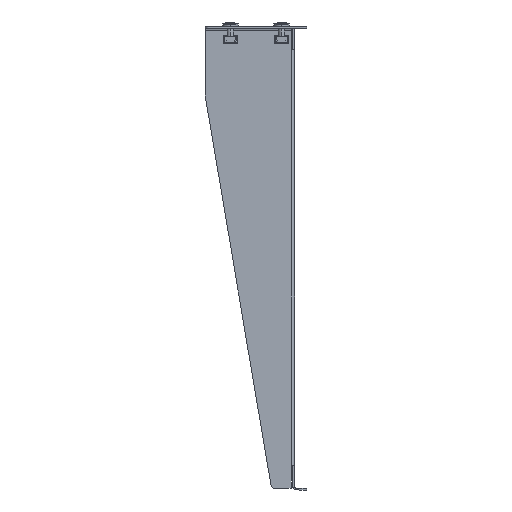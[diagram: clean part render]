
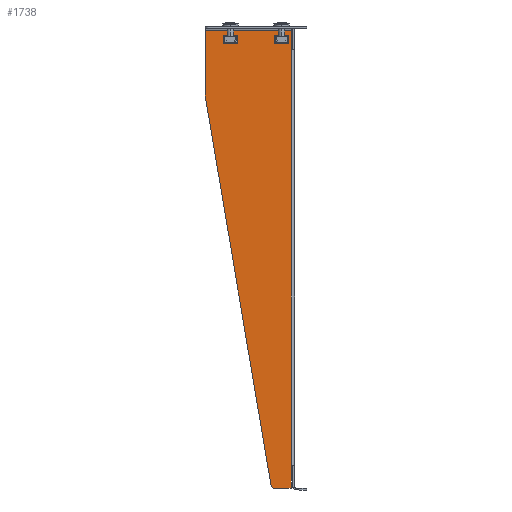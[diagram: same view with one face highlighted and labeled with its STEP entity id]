
A CAD part, left-side view. The second image highlights one B-rep face of the part: STEP entity #1738.
In plain terms, the highlighted planar face has unit normal (-1, 0, 0).
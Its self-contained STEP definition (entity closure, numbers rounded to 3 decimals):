
#13 = CARTESIAN_POINT ( 'NONE',  ( -221.5, 0., -200. ) ) ;
#848 = EDGE_CURVE ( 'NONE', #3808, #12451, #12214, .T. ) ;
#976 = EDGE_CURVE ( 'NONE', #5863, #3128, #13156, .T. ) ;
#1027 = EDGE_CURVE ( 'NONE', #3907, #1192, #3615, .T. ) ;
#1095 = ORIENTED_EDGE ( 'NONE', *, *, #6815, .F. ) ;
#1167 = DIRECTION ( 'NONE',  ( 0., 0.167, 0.986 ) ) ;
#1192 = VERTEX_POINT ( 'NONE', #6632 ) ;
#1305 = DIRECTION ( 'NONE',  ( -1., 0., 0. ) ) ;
#1408 = ORIENTED_EDGE ( 'NONE', *, *, #8855, .F. ) ;
#1717 = LINE ( 'NONE', #5339, #10580 ) ;
#1738 = ADVANCED_FACE ( 'NONE', ( #7578 ), #7828, .F. ) ;
#2162 = VECTOR ( 'NONE', #8167, 1000. ) ;
#2285 = VECTOR ( 'NONE', #14577, 1000. ) ;
#2325 = ORIENTED_EDGE ( 'NONE', *, *, #848, .F. ) ;
#2641 = LINE ( 'NONE', #3034, #2285 ) ;
#3034 = CARTESIAN_POINT ( 'NONE',  ( -221.5, 1.5, -200. ) ) ;
#3123 = ORIENTED_EDGE ( 'NONE', *, *, #976, .T. ) ;
#3128 = VERTEX_POINT ( 'NONE', #6764 ) ;
#3221 = DIRECTION ( 'NONE',  ( 1., 0., 0. ) ) ;
#3232 = DIRECTION ( 'NONE',  ( 0., -1., 0. ) ) ;
#3547 = CARTESIAN_POINT ( 'NONE',  ( -221.5, 1.5, -200. ) ) ;
#3615 = CIRCLE ( 'NONE', #12768, 3. ) ;
#3635 = CARTESIAN_POINT ( 'NONE',  ( -221.5, 76., 140.252 ) ) ;
#3808 = VERTEX_POINT ( 'NONE', #11031 ) ;
#3905 = LINE ( 'NONE', #8694, #9693 ) ;
#3907 = VERTEX_POINT ( 'NONE', #12525 ) ;
#4171 = DIRECTION ( 'NONE',  ( -1., 0., 0. ) ) ;
#4690 = CARTESIAN_POINT ( 'NONE',  ( -221.5, 76., 140. ) ) ;
#4883 = EDGE_CURVE ( 'NONE', #10428, #1192, #14793, .T. ) ;
#5339 = CARTESIAN_POINT ( 'NONE',  ( -221.5, 76., -200. ) ) ;
#5863 = VERTEX_POINT ( 'NONE', #3635 ) ;
#6062 = VECTOR ( 'NONE', #1167, 1000. ) ;
#6063 = ORIENTED_EDGE ( 'NONE', *, *, #9737, .F. ) ;
#6435 = LINE ( 'NONE', #4690, #6062 ) ;
#6632 = CARTESIAN_POINT ( 'NONE',  ( -221.5, 15.965, -200. ) ) ;
#6689 = CARTESIAN_POINT ( 'NONE',  ( -221.5, 76., 198.5 ) ) ;
#6764 = CARTESIAN_POINT ( 'NONE',  ( -221.5, 75.958, 139.752 ) ) ;
#6815 = EDGE_CURVE ( 'NONE', #5863, #3808, #1717, .T. ) ;
#7394 = AXIS2_PLACEMENT_3D ( 'NONE', #11055, #4171, #12196 ) ;
#7578 = FACE_OUTER_BOUND ( 'NONE', #14837, .T. ) ;
#7822 = ORIENTED_EDGE ( 'NONE', *, *, #9454, .F. ) ;
#7828 = PLANE ( 'NONE',  #10381 ) ;
#8167 = DIRECTION ( 'NONE',  ( 0., 1., 0. ) ) ;
#8267 = CARTESIAN_POINT ( 'NONE',  ( -221.5, 15.965, -197. ) ) ;
#8694 = CARTESIAN_POINT ( 'NONE',  ( -221.5, 1.5, -200. ) ) ;
#8855 = EDGE_CURVE ( 'NONE', #12451, #9625, #2641, .T. ) ;
#9195 = VECTOR ( 'NONE', #3232, 1000. ) ;
#9235 = CARTESIAN_POINT ( 'NONE',  ( -221.5, 1.5, -180. ) ) ;
#9245 = CARTESIAN_POINT ( 'NONE',  ( -221.5, 1.5, -180. ) ) ;
#9430 = DIRECTION ( 'NONE',  ( 0., 1., 0. ) ) ;
#9454 = EDGE_CURVE ( 'NONE', #9625, #14468, #3905, .T. ) ;
#9625 = VERTEX_POINT ( 'NONE', #13663 ) ;
#9693 = VECTOR ( 'NONE', #12161, 1000. ) ;
#9737 = EDGE_CURVE ( 'NONE', #3907, #3128, #6435, .T. ) ;
#10155 = CARTESIAN_POINT ( 'NONE',  ( -221.5, 76., -200. ) ) ;
#10363 = EDGE_CURVE ( 'NONE', #14468, #10428, #11450, .T. ) ;
#10381 = AXIS2_PLACEMENT_3D ( 'NONE', #10155, #3221, #11272 ) ;
#10428 = VERTEX_POINT ( 'NONE', #3547 ) ;
#10580 = VECTOR ( 'NONE', #13386, 1000. ) ;
#10787 = CARTESIAN_POINT ( 'NONE',  ( -221.5, 1.5, 198.5 ) ) ;
#11031 = CARTESIAN_POINT ( 'NONE',  ( -221.5, 76., 198.5 ) ) ;
#11055 = CARTESIAN_POINT ( 'NONE',  ( -221.5, 73., 140.252 ) ) ;
#11090 = VECTOR ( 'NONE', #11459, 1000. ) ;
#11272 = DIRECTION ( 'NONE',  ( 0., 1., 0. ) ) ;
#11450 = LINE ( 'NONE', #9235, #11090 ) ;
#11459 = DIRECTION ( 'NONE',  ( 0., 0., -1. ) ) ;
#11712 = ORIENTED_EDGE ( 'NONE', *, *, #1027, .T. ) ;
#12161 = DIRECTION ( 'NONE',  ( 0., 0., -1. ) ) ;
#12196 = DIRECTION ( 'NONE',  ( 0., 1., 0. ) ) ;
#12214 = LINE ( 'NONE', #6689, #9195 ) ;
#12372 = ORIENTED_EDGE ( 'NONE', *, *, #4883, .F. ) ;
#12451 = VERTEX_POINT ( 'NONE', #10787 ) ;
#12525 = CARTESIAN_POINT ( 'NONE',  ( -221.5, 18.923, -197.5 ) ) ;
#12768 = AXIS2_PLACEMENT_3D ( 'NONE', #8267, #1305, #9430 ) ;
#13156 = CIRCLE ( 'NONE', #7394, 3. ) ;
#13308 = ORIENTED_EDGE ( 'NONE', *, *, #10363, .F. ) ;
#13386 = DIRECTION ( 'NONE',  ( 0., 0., 1. ) ) ;
#13663 = CARTESIAN_POINT ( 'NONE',  ( -221.5, 1.5, 181.5 ) ) ;
#14468 = VERTEX_POINT ( 'NONE', #9245 ) ;
#14577 = DIRECTION ( 'NONE',  ( 0., 0., -1. ) ) ;
#14793 = LINE ( 'NONE', #13, #2162 ) ;
#14837 = EDGE_LOOP ( 'NONE', ( #6063, #11712, #12372, #13308, #7822, #1408, #2325, #1095, #3123 ) ) ;
